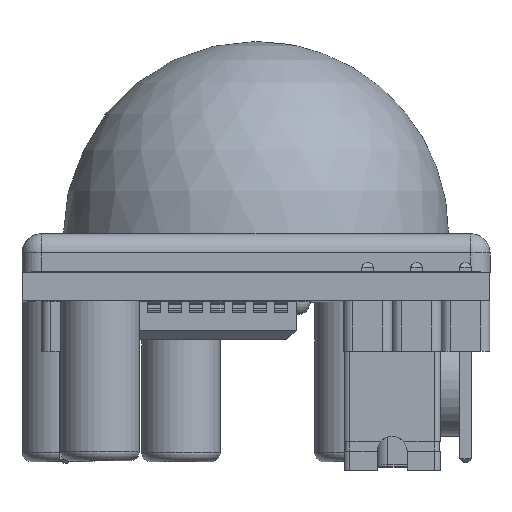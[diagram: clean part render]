
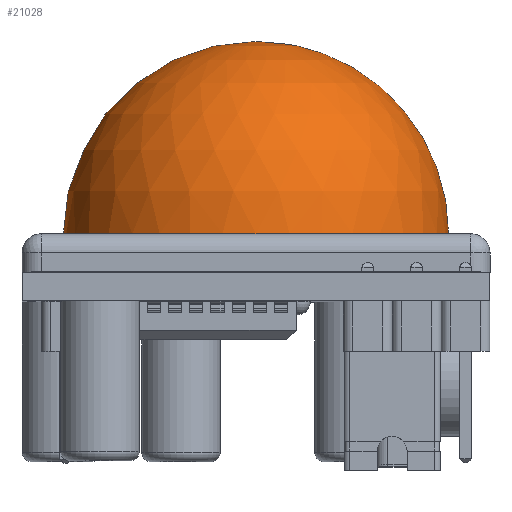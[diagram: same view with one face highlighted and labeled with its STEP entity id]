
A CAD part, top view. The second image highlights one B-rep face of the part: STEP entity #21028.
In plain terms, the highlighted spherical face has radius 10 mm.
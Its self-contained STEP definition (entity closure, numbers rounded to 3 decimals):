
#114=SPHERICAL_SURFACE('',#22378,10.);
#337=CIRCLE('',#22366,10.);
#338=CIRCLE('',#22368,10.);
#339=CIRCLE('',#22369,10.);
#342=CIRCLE('',#22379,10.);
#2331=FACE_OUTER_BOUND('',#3503,.T.);
#3503=EDGE_LOOP('',(#15991,#15992,#15993,#15994,#15995));
#9460=VERTEX_POINT('',#31792);
#9464=VERTEX_POINT('',#31807);
#9471=VERTEX_POINT('',#31831);
#9474=VERTEX_POINT('',#31850);
#11842=EDGE_CURVE('',#9464,#9460,#337,.T.);
#11843=EDGE_CURVE('',#9460,#9471,#338,.T.);
#11844=EDGE_CURVE('',#9471,#9464,#339,.T.);
#11852=EDGE_CURVE('',#9471,#9474,#342,.T.);
#15991=ORIENTED_EDGE('',*,*,#11843,.F.);
#15992=ORIENTED_EDGE('',*,*,#11842,.F.);
#15993=ORIENTED_EDGE('',*,*,#11844,.F.);
#15994=ORIENTED_EDGE('',*,*,#11852,.T.);
#15995=ORIENTED_EDGE('',*,*,#11852,.F.);
#21028=ADVANCED_FACE('',(#2331),#114,.T.);
#22366=AXIS2_PLACEMENT_3D('',#31829,#24821,#24822);
#22368=AXIS2_PLACEMENT_3D('',#31832,#24825,#24826);
#22369=AXIS2_PLACEMENT_3D('',#31833,#24827,#24828);
#22378=AXIS2_PLACEMENT_3D('',#31849,#24850,#24851);
#22379=AXIS2_PLACEMENT_3D('',#31851,#24852,#24853);
#24821=DIRECTION('center_axis',(1.,0.,0.));
#24822=DIRECTION('ref_axis',(0.,0.,-1.));
#24825=DIRECTION('center_axis',(1.,0.,0.));
#24826=DIRECTION('ref_axis',(0.,0.,-1.));
#24827=DIRECTION('center_axis',(1.,0.,0.));
#24828=DIRECTION('ref_axis',(0.,0.,-1.));
#24850=DIRECTION('center_axis',(1.,0.,0.));
#24851=DIRECTION('ref_axis',(0.,-1.,0.));
#24852=DIRECTION('center_axis',(0.,0.,1.));
#24853=DIRECTION('ref_axis',(0.,1.,0.));
#31792=CARTESIAN_POINT('',(0.,0.,-10.));
#31807=CARTESIAN_POINT('',(0.,0.,
10.));
#31829=CARTESIAN_POINT('Origin',(0.,0.,0.));
#31831=CARTESIAN_POINT('',(0.,10.,0.));
#31832=CARTESIAN_POINT('Origin',(0.,0.,0.));
#31833=CARTESIAN_POINT('Origin',(0.,0.,0.));
#31849=CARTESIAN_POINT('Origin',(0.,0.,0.));
#31850=CARTESIAN_POINT('',(-10.,0.,0.));
#31851=CARTESIAN_POINT('Origin',(0.,0.,0.));
